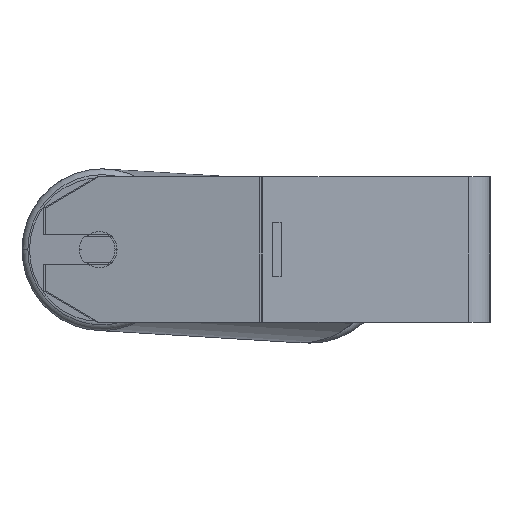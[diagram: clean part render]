
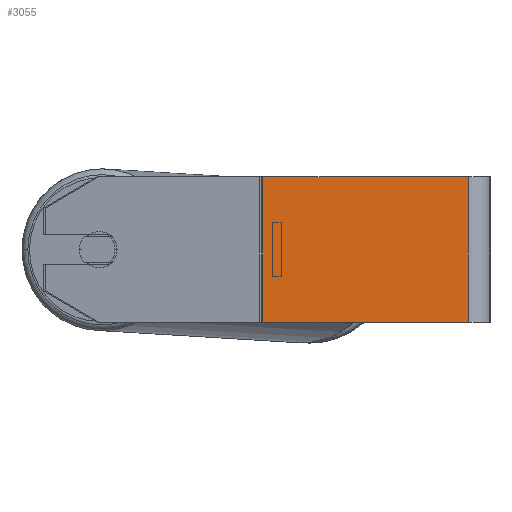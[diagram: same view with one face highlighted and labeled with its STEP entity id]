
A CAD part, left-side view. The second image highlights one B-rep face of the part: STEP entity #3055.
In plain terms, the highlighted planar face has unit normal (-1, 0, 0).
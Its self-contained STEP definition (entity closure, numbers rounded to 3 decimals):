
#186 = VECTOR ( 'NONE', #4939, 1000. ) ;
#980 = DIRECTION ( 'NONE',  ( 0., 0., -1. ) ) ;
#1276 = CARTESIAN_POINT ( 'NONE',  ( -1010., 125.897, 40. ) ) ;
#2038 = DIRECTION ( 'NONE',  ( 0., -1., 0. ) ) ;
#2050 = VECTOR ( 'NONE', #980, 1000. ) ;
#2065 = VECTOR ( 'NONE', #2038, 1000. ) ;
#2121 = CARTESIAN_POINT ( 'NONE',  ( -1010., 12., 40. ) ) ;
#2221 = LINE ( 'NONE', #2265, #2050 ) ;
#2265 = CARTESIAN_POINT ( 'NONE',  ( -1010., 124.847, 40. ) ) ;
#2780 = VERTEX_POINT ( 'NONE', #6329 ) ;
#3055 = ADVANCED_FACE ( 'NONE', ( #4803 ), #6895, .F. ) ;
#3356 = CARTESIAN_POINT ( 'NONE',  ( -1010., 124.847, -40. ) ) ;
#3465 = VECTOR ( 'NONE', #4798, 1000. ) ;
#4157 = DIRECTION ( 'NONE',  ( 1., 0., 0. ) ) ;
#4575 = AXIS2_PLACEMENT_3D ( 'NONE', #4895, #4157, #8222 ) ;
#4798 = DIRECTION ( 'NONE',  ( 0., 0., -1. ) ) ;
#4803 = FACE_OUTER_BOUND ( 'NONE', #6698, .T. ) ;
#4895 = CARTESIAN_POINT ( 'NONE',  ( -1010., 125.897, 40. ) ) ;
#4939 = DIRECTION ( 'NONE',  ( 0., -1., 0. ) ) ;
#5894 = EDGE_CURVE ( 'NONE', #7708, #2780, #6318, .T. ) ;
#5968 = ORIENTED_EDGE ( 'NONE', *, *, #7121, .T. ) ;
#6318 = LINE ( 'NONE', #6848, #186 ) ;
#6329 = CARTESIAN_POINT ( 'NONE',  ( -1010., 12., -40. ) ) ;
#6365 = CARTESIAN_POINT ( 'NONE',  ( -1010., 12., 40. ) ) ;
#6611 = VERTEX_POINT ( 'NONE', #7401 ) ;
#6698 = EDGE_LOOP ( 'NONE', ( #7920, #7054, #7713, #5968 ) ) ;
#6848 = CARTESIAN_POINT ( 'NONE',  ( -1010., 125.897, -40. ) ) ;
#6895 = PLANE ( 'NONE',  #4575 ) ;
#7054 = ORIENTED_EDGE ( 'NONE', *, *, #7531, .F. ) ;
#7121 = EDGE_CURVE ( 'NONE', #6611, #7708, #2221, .T. ) ;
#7209 = LINE ( 'NONE', #1276, #2065 ) ;
#7401 = CARTESIAN_POINT ( 'NONE',  ( -1010., 124.847, 40. ) ) ;
#7531 = EDGE_CURVE ( 'NONE', #8271, #2780, #8262, .T. ) ;
#7708 = VERTEX_POINT ( 'NONE', #3356 ) ;
#7713 = ORIENTED_EDGE ( 'NONE', *, *, #8451, .F. ) ;
#7920 = ORIENTED_EDGE ( 'NONE', *, *, #5894, .T. ) ;
#8222 = DIRECTION ( 'NONE',  ( 0., 0., -1. ) ) ;
#8262 = LINE ( 'NONE', #2121, #3465 ) ;
#8271 = VERTEX_POINT ( 'NONE', #6365 ) ;
#8451 = EDGE_CURVE ( 'NONE', #6611, #8271, #7209, .T. ) ;
